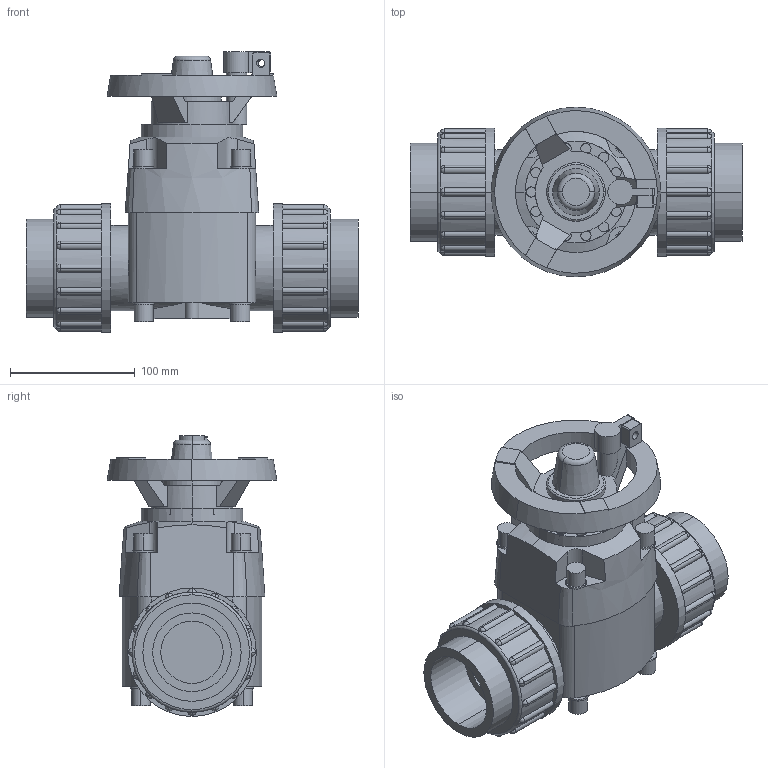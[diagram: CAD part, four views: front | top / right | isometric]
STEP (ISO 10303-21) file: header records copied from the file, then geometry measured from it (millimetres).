
FILE_DESCRIPTION(('STEP AP214'),'1');
FILE_NAME('cctmp_A8D0A67C-8FD1-4EC0-B3C9-D665F5F6B49D_2018_11_21_10_13_42_112..stp','2018-11-21T09:13:42',('Praher Valves GmbH'),('CADClick - www.CADClick.com'),'Spatial InterOp 3D',' ','unknown authorization');
FILE_SCHEMA(('AUTOMOTIVE_DESIGN'));
Length unit declared in the file: millimetre
Products named in the file (1): 125043
Bounding box: 266 x 136 x 225.14 mm (x, y, z)
Volume: 2351931 mm3; surface area: 243226.4 mm2
Topology: 1 solids, 4 shells, 460 faces, 1189 edges, 760 vertices
Faces by surface type: cylinder 216, plane 160, sphere 64, cone 12, torus 8
Entity records: 19400 total; most frequent: CARTESIAN_POINT 4070, DIRECTION 2666, ORIENTED_EDGE 2378, EDGE_CURVE 1189, AXIS2_PLACEMENT_3D 1116, VERTEX_POINT 760, CIRCLE 629, EDGE_LOOP 493
